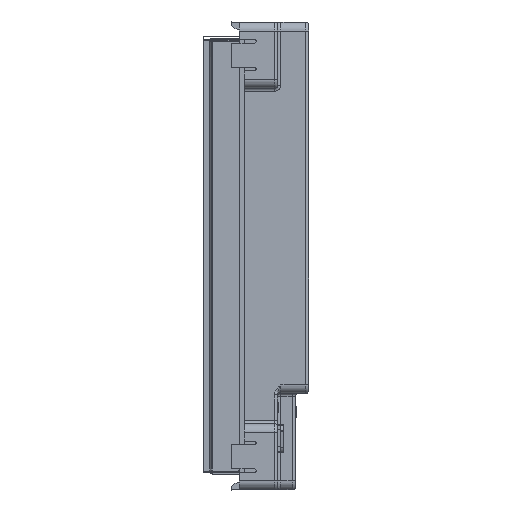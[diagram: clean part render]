
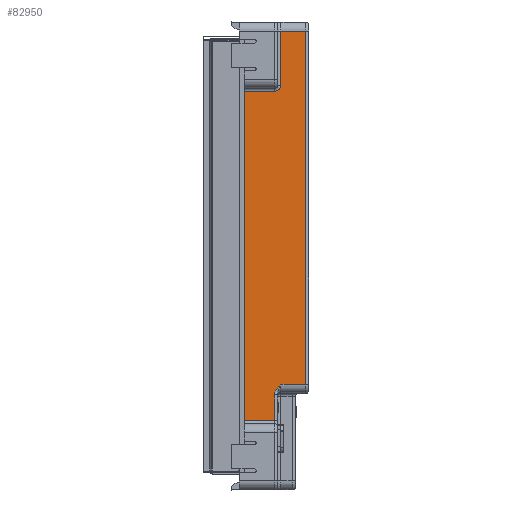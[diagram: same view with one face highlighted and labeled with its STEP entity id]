
A CAD part, left-side view. The second image highlights one B-rep face of the part: STEP entity #82950.
In plain terms, the highlighted planar face has unit normal (-1, 0, 0).
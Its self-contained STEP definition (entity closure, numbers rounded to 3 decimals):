
#14894=CARTESIAN_POINT('Vertex',(-122.5,-1.6,-54.6)) ;
#14897=CARTESIAN_POINT('Line Origine',(-122.5,-1.6,0.)) ;
#14901=CARTESIAN_POINT('Vertex',(-122.5,-1.6,54.6)) ;
#27011=CARTESIAN_POINT('Vertex',(-122.5,-13.7,-42.6)) ;
#27015=CARTESIAN_POINT('Control Point',(-122.5,-11.7,-46.064)) ;
#27016=CARTESIAN_POINT('Control Point',(-122.5,-11.7,-45.368)) ;
#27017=CARTESIAN_POINT('Control Point',(-122.5,-12.234,-44.066)) ;
#27018=CARTESIAN_POINT('Control Point',(-122.5,-13.218,-43.083)) ;
#27019=CARTESIAN_POINT('Control Point',(-122.5,-13.7,-42.6)) ;
#27020=CARTESIAN_POINT('Vertex',(-122.5,-11.7,-46.064)) ;
#27076=CARTESIAN_POINT('Vertex',(-122.5,-11.7,-54.6)) ;
#27086=CARTESIAN_POINT('Line Origine',(-122.5,-11.7,-80.263)) ;
#28113=CARTESIAN_POINT('Line Origine',(-122.5,0.1,54.6)) ;
#28117=CARTESIAN_POINT('Vertex',(-122.5,-11.7,54.6)) ;
#28148=CARTESIAN_POINT('Vertex',(-122.5,-13.7,56.6)) ;
#28158=CARTESIAN_POINT('Axis2P3D Location',(-122.5,-11.7,56.6)) ;
#28179=CARTESIAN_POINT('Vertex',(-122.5,-13.7,74.6)) ;
#28189=CARTESIAN_POINT('Line Origine',(-122.5,-13.7,53.99)) ;
#78101=CARTESIAN_POINT('Vertex',(-122.5,-22.,74.6)) ;
#78149=CARTESIAN_POINT('Vertex',(-122.5,-22.,-42.6)) ;
#78152=CARTESIAN_POINT('Line Origine',(-122.5,-22.,16.)) ;
#82030=CARTESIAN_POINT('Line Origine',(-122.5,-7.05,-54.6)) ;
#82193=CARTESIAN_POINT('Line Origine',(-122.5,-18.25,-42.6)) ;
#82197=CARTESIAN_POINT('Vertex',(-122.5,-14.5,-42.6)) ;
#82200=CARTESIAN_POINT('Line Origine',(-122.5,-18.25,-42.6)) ;
#82401=CARTESIAN_POINT('Line Origine',(-122.5,-18.25,74.6)) ;
#82932=CARTESIAN_POINT('Axis2P3D Location',(-122.5,-24.65,-68.13)) ;
#14898=DIRECTION('Vector Direction',(0.,0.,-1.)) ;
#27087=DIRECTION('Vector Direction',(0.,0.,-1.)) ;
#28114=DIRECTION('Vector Direction',(0.,1.,0.)) ;
#28159=DIRECTION('Axis2P3D Direction',(-1.,0.,0.)) ;
#28190=DIRECTION('Vector Direction',(0.,0.,-1.)) ;
#78153=DIRECTION('Vector Direction',(0.,0.,-1.)) ;
#82031=DIRECTION('Vector Direction',(0.,-1.,0.)) ;
#82194=DIRECTION('Vector Direction',(0.,-1.,0.)) ;
#82201=DIRECTION('Vector Direction',(0.,-1.,0.)) ;
#82402=DIRECTION('Vector Direction',(0.,-1.,0.)) ;
#82933=DIRECTION('Axis2P3D Direction',(-1.,0.,0.)) ;
#82934=DIRECTION('Axis2P3D XDirection',(0.,0.,1.)) ;
#28160=AXIS2_PLACEMENT_3D('Circle Axis2P3D',#28158,#28159,$) ;
#82935=AXIS2_PLACEMENT_3D('Plane Axis2P3D',#82932,#82933,#82934) ;
#82938=ORIENTED_EDGE('',*,*,#28162,.F.) ;
#82939=ORIENTED_EDGE('',*,*,#28119,.T.) ;
#82940=ORIENTED_EDGE('',*,*,#14903,.T.) ;
#82941=ORIENTED_EDGE('',*,*,#82034,.F.) ;
#82942=ORIENTED_EDGE('',*,*,#27090,.T.) ;
#82943=ORIENTED_EDGE('',*,*,#27022,.T.) ;
#82944=ORIENTED_EDGE('',*,*,#82204,.F.) ;
#82945=ORIENTED_EDGE('',*,*,#82199,.F.) ;
#82946=ORIENTED_EDGE('',*,*,#78156,.F.) ;
#82947=ORIENTED_EDGE('',*,*,#82405,.F.) ;
#82948=ORIENTED_EDGE('',*,*,#28193,.T.) ;
#14899=VECTOR('Line Direction',#14898,1.) ;
#27088=VECTOR('Line Direction',#27087,1.) ;
#28115=VECTOR('Line Direction',#28114,1.) ;
#28191=VECTOR('Line Direction',#28190,1.) ;
#78154=VECTOR('Line Direction',#78153,1.) ;
#82032=VECTOR('Line Direction',#82031,1.) ;
#82195=VECTOR('Line Direction',#82194,1.) ;
#82202=VECTOR('Line Direction',#82201,1.) ;
#82403=VECTOR('Line Direction',#82402,1.) ;
#82950=ADVANCED_FACE('BREP_WITH_VOIDS #19507',(#82949),#82936,.T.) ;
#28161=CIRCLE('generated circle',#28160,2.) ;
#14903=EDGE_CURVE('',#14902,#14895,#14900,.T.) ;
#27022=EDGE_CURVE('',#27021,#27012,#27014,.T.) ;
#27090=EDGE_CURVE('',#27077,#27021,#27089,.F.) ;
#28119=EDGE_CURVE('',#28118,#14902,#28116,.T.) ;
#28162=EDGE_CURVE('',#28118,#28149,#28161,.T.) ;
#28193=EDGE_CURVE('',#28180,#28149,#28192,.T.) ;
#78156=EDGE_CURVE('',#78102,#78150,#78155,.T.) ;
#82034=EDGE_CURVE('',#27077,#14895,#82033,.F.) ;
#82199=EDGE_CURVE('',#78150,#82198,#82196,.F.) ;
#82204=EDGE_CURVE('',#82198,#27012,#82203,.F.) ;
#82405=EDGE_CURVE('',#28180,#78102,#82404,.T.) ;
#82937=EDGE_LOOP('',(#82938,#82939,#82940,#82941,#82942,#82943,#82944,#82945,#82946,#82947,#82948)) ;
#82949=FACE_OUTER_BOUND('',#82937,.T.) ;
#14900=LINE('Line',#14897,#14899) ;
#27089=LINE('Line',#27086,#27088) ;
#28116=LINE('Line',#28113,#28115) ;
#28192=LINE('Line',#28189,#28191) ;
#78155=LINE('Line',#78152,#78154) ;
#82033=LINE('Line',#82030,#82032) ;
#82196=LINE('Line',#82193,#82195) ;
#82203=LINE('Line',#82200,#82202) ;
#82404=LINE('Line',#82401,#82403) ;
#82936=PLANE('Plane',#82935) ;
#14895=VERTEX_POINT('',#14894) ;
#14902=VERTEX_POINT('',#14901) ;
#27012=VERTEX_POINT('',#27011) ;
#27021=VERTEX_POINT('',#27020) ;
#27077=VERTEX_POINT('',#27076) ;
#28118=VERTEX_POINT('',#28117) ;
#28149=VERTEX_POINT('',#28148) ;
#28180=VERTEX_POINT('',#28179) ;
#78102=VERTEX_POINT('',#78101) ;
#78150=VERTEX_POINT('',#78149) ;
#82198=VERTEX_POINT('',#82197) ;
#27014=(BOUNDED_CURVE()B_SPLINE_CURVE(3,(#27015,#27016,#27017,#27018,#27019),.UNSPECIFIED.,.F.,.U.)B_SPLINE_CURVE_WITH_KNOTS((4,1,4),(0.,1.95,3.9),.UNSPECIFIED.)CURVE()GEOMETRIC_REPRESENTATION_ITEM()RATIONAL_B_SPLINE_CURVE((1.,1.,1.,1.,1.))REPRESENTATION_ITEM('')) ;
